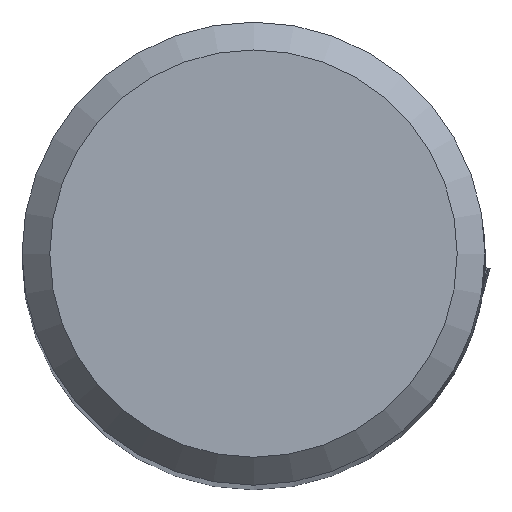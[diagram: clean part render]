
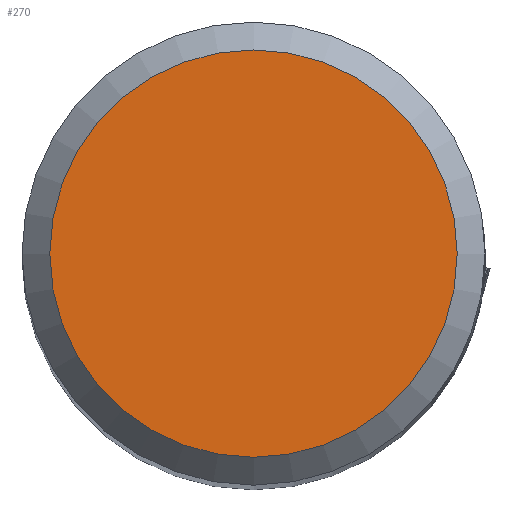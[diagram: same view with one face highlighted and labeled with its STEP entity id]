
A CAD part, top view. The second image highlights one B-rep face of the part: STEP entity #270.
In plain terms, the highlighted planar face has unit normal (0, 0, 1).
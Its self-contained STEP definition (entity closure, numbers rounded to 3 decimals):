
#188=CIRCLE('',#1874,10.982);
#270=ADVANCED_FACE('TB_BL_N5_SU8',(#401),#360,.F.);
#360=PLANE('',#1876);
#401=FACE_OUTER_BOUND('',#505,.T.);
#505=EDGE_LOOP('',(#909));
#909=ORIENTED_EDGE('',*,*,#1540,.T.);
#1363=VERTEX_POINT('',#2752);
#1540=EDGE_CURVE('',#1363,#1363,#188,.T.);
#1874=AXIS2_PLACEMENT_3D('',#2751,#2113,#2114);
#1876=AXIS2_PLACEMENT_3D('',#2754,#2117,#2118);
#2113=DIRECTION('',(0.,0.,1.));
#2114=DIRECTION('',(-1.,0.,0.));
#2117=DIRECTION('',(0.,0.,-1.));
#2118=DIRECTION('',(1.,0.,0.));
#2751=CARTESIAN_POINT('',(0.,0.,0.));
#2752=CARTESIAN_POINT('',(-10.982,0.,0.));
#2754=CARTESIAN_POINT('',(-10.982,0.,0.));
